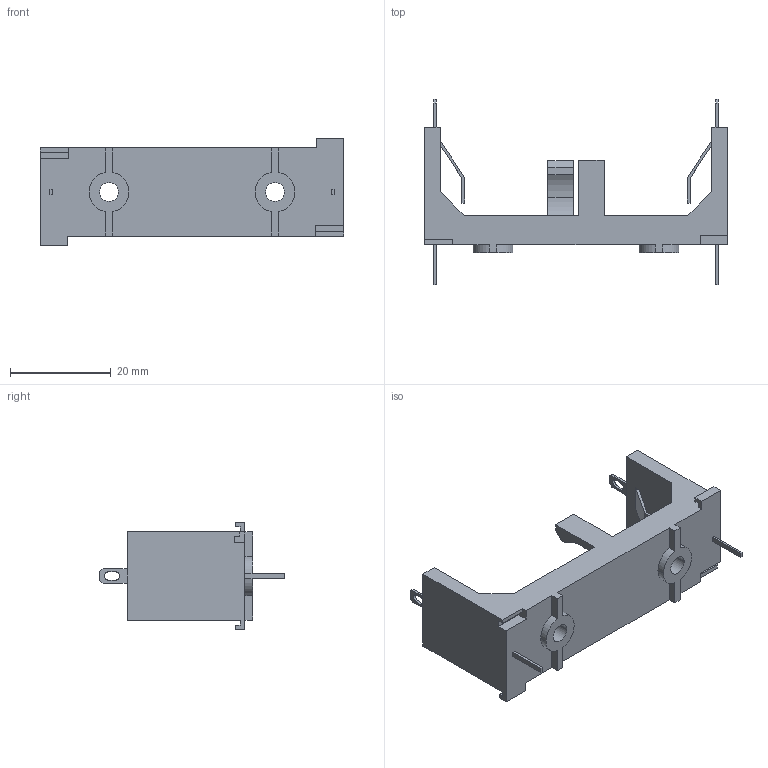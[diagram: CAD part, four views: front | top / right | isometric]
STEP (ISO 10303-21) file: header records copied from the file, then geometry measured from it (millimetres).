
FILE_DESCRIPTION(('STEP AP242'),'1');
FILE_NAME('bx0035.stp','2023-05-18T01:29:42',('TraceParts'),('TraceParts S.A.'),'Spatial InterOp 3D',' ',' ');
FILE_SCHEMA(('AP242_MANAGED_MODEL_BASED_3D_ENGINEERING_MIM_LF {1 0 10303 442 1 1 4}'));
Length unit declared in the file: millimetre
Products named in the file (1): bx0035
Bounding box: 60.32 x 36.83 x 21.3 mm (x, y, z)
Volume: 7116 mm3; surface area: 5728.4 mm2
Topology: 1 solids, 1 shells, 160 faces, 446 edges, 296 vertices
Faces by surface type: plane 132, cylinder 20, cone 8
Entity records: 5105 total; most frequent: CARTESIAN_POINT 903, ORIENTED_EDGE 892, DIRECTION 824, EDGE_CURVE 446, LINE 390, VECTOR 390, VERTEX_POINT 296, AXIS2_PLACEMENT_3D 217
